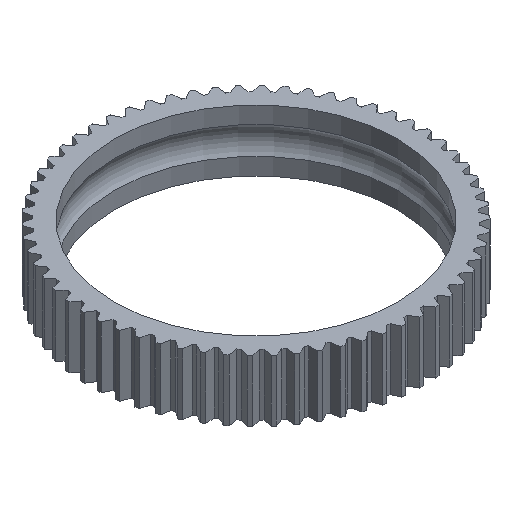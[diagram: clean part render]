
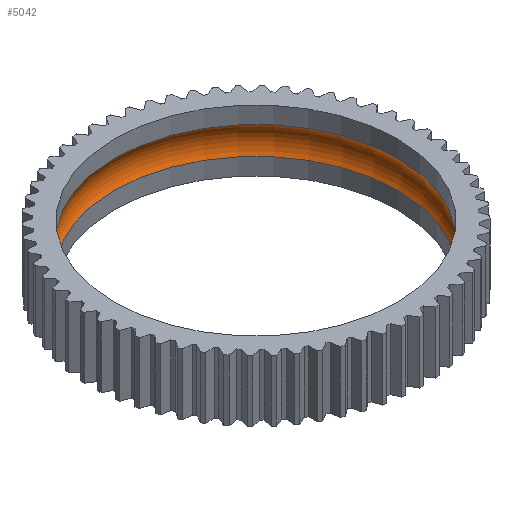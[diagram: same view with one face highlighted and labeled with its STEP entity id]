
A CAD part, isometric view. The second image highlights one B-rep face of the part: STEP entity #5042.
In plain terms, the highlighted toroidal (fillet/blend) face has major radius 12.129 mm and minor radius 2.164 mm.
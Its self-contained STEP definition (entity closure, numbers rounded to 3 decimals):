
#1765=FACE_OUTER_BOUND('',#2018,.T.);
#2018=EDGE_LOOP('',(#3535,#3536,#3537,#3538,#3539,#3540));
#2273=CIRCLE('',#5311,13.823);
#2274=CIRCLE('',#5312,13.823);
#2275=CIRCLE('',#5313,2.165);
#2276=CIRCLE('',#5314,13.823);
#2277=CIRCLE('',#5315,13.823);
#2280=VERTEX_POINT('',#6846);
#2281=VERTEX_POINT('',#6847);
#2282=VERTEX_POINT('',#6850);
#2283=VERTEX_POINT('',#6852);
#2782=EDGE_CURVE('',#2280,#2281,#2273,.T.);
#2783=EDGE_CURVE('',#2281,#2280,#2274,.T.);
#2784=EDGE_CURVE('',#2281,#2282,#2275,.T.);
#2785=EDGE_CURVE('',#2283,#2282,#2276,.T.);
#2786=EDGE_CURVE('',#2282,#2283,#2277,.T.);
#3535=ORIENTED_EDGE('',*,*,#2782,.F.);
#3536=ORIENTED_EDGE('',*,*,#2783,.F.);
#3537=ORIENTED_EDGE('',*,*,#2784,.T.);
#3538=ORIENTED_EDGE('',*,*,#2785,.F.);
#3539=ORIENTED_EDGE('',*,*,#2786,.F.);
#3540=ORIENTED_EDGE('',*,*,#2784,.F.);
#5041=TOROIDAL_SURFACE('',#5310,12.129,2.165);
#5042=ADVANCED_FACE('',(#1765),#5041,.F.);
#5310=AXIS2_PLACEMENT_3D('',#6845,#5575,#5576);
#5311=AXIS2_PLACEMENT_3D('',#6848,#5577,#5578);
#5312=AXIS2_PLACEMENT_3D('',#6849,#5579,#5580);
#5313=AXIS2_PLACEMENT_3D('',#6851,#5581,#5582);
#5314=AXIS2_PLACEMENT_3D('',#6853,#5583,#5584);
#5315=AXIS2_PLACEMENT_3D('',#6854,#5585,#5586);
#5575=DIRECTION('center_axis',(0.,0.,1.));
#5576=DIRECTION('ref_axis',(1.,0.,0.));
#5577=DIRECTION('center_axis',(0.,0.,1.));
#5578=DIRECTION('ref_axis',(-1.,0.,0.));
#5579=DIRECTION('center_axis',(0.,0.,1.));
#5580=DIRECTION('ref_axis',(-1.,0.,0.));
#5581=DIRECTION('center_axis',(0.,1.,0.));
#5582=DIRECTION('ref_axis',(-1.,0.,0.));
#5583=DIRECTION('center_axis',(0.,0.,-1.));
#5584=DIRECTION('ref_axis',(-1.,0.,0.));
#5585=DIRECTION('center_axis',(0.,0.,-1.));
#5586=DIRECTION('ref_axis',(-1.,0.,0.));
#6845=CARTESIAN_POINT('Origin',(16.148,16.16,8.));
#6846=CARTESIAN_POINT('',(29.97,16.16,6.652));
#6847=CARTESIAN_POINT('',(2.325,16.16,6.652));
#6848=CARTESIAN_POINT('Origin',(16.148,16.16,6.652));
#6849=CARTESIAN_POINT('Origin',(16.148,16.16,6.652));
#6850=CARTESIAN_POINT('',(2.325,16.16,9.348));
#6851=CARTESIAN_POINT('Origin',(4.019,16.16,8.));
#6852=CARTESIAN_POINT('',(29.97,16.16,9.348));
#6853=CARTESIAN_POINT('Origin',(16.148,16.16,9.348));
#6854=CARTESIAN_POINT('Origin',(16.148,16.16,9.348));
